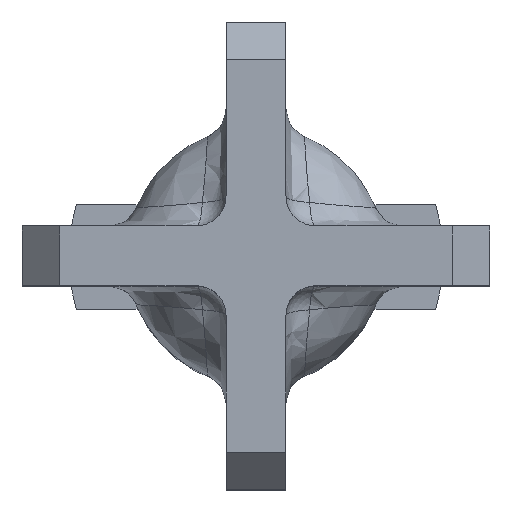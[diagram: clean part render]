
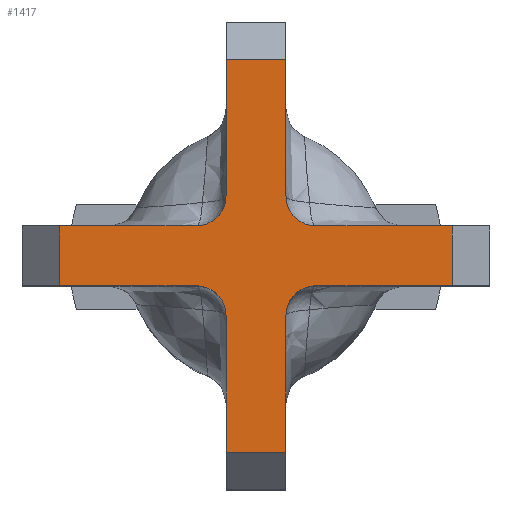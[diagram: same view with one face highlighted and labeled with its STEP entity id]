
A CAD part, top view. The second image highlights one B-rep face of the part: STEP entity #1417.
In plain terms, the highlighted planar face has unit normal (0, 0, 1).
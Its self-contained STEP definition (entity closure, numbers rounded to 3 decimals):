
#125=CIRCLE('',#1547,0.8);
#126=CIRCLE('',#1549,0.8);
#127=CIRCLE('',#1551,0.8);
#128=CIRCLE('',#1553,0.8);
#220=FACE_OUTER_BOUND('',#312,.T.);
#312=EDGE_LOOP('',(#1156,#1157,#1158,#1159,#1160,#1161,#1162,#1163,#1164,
#1165,#1166,#1167,#1168,#1169,#1170,#1171));
#353=LINE('',#2040,#459);
#357=LINE('',#2049,#463);
#364=LINE('',#2071,#470);
#368=LINE('',#2080,#474);
#373=LINE('',#2099,#479);
#379=LINE('',#2111,#485);
#384=LINE('',#2130,#490);
#390=LINE('',#2142,#496);
#399=LINE('',#2260,#505);
#405=LINE('',#2367,#511);
#411=LINE('',#2474,#517);
#417=LINE('',#2581,#523);
#459=VECTOR('',#1629,10.);
#463=VECTOR('',#1637,10.);
#470=VECTOR('',#1648,10.);
#474=VECTOR('',#1656,10.);
#479=VECTOR('',#1665,10.);
#485=VECTOR('',#1675,10.);
#490=VECTOR('',#1684,10.);
#496=VECTOR('',#1694,10.);
#505=VECTOR('',#1733,10.);
#511=VECTOR('',#1769,10.);
#517=VECTOR('',#1805,10.);
#523=VECTOR('',#1841,10.);
#562=VERTEX_POINT('',#2033);
#565=VERTEX_POINT('',#2038);
#568=VERTEX_POINT('',#2048);
#573=VERTEX_POINT('',#2064);
#576=VERTEX_POINT('',#2069);
#579=VERTEX_POINT('',#2079);
#585=VERTEX_POINT('',#2096);
#586=VERTEX_POINT('',#2098);
#590=VERTEX_POINT('',#2110);
#596=VERTEX_POINT('',#2127);
#597=VERTEX_POINT('',#2129);
#601=VERTEX_POINT('',#2141);
#616=VERTEX_POINT('',#2258);
#628=VERTEX_POINT('',#2365);
#640=VERTEX_POINT('',#2472);
#652=VERTEX_POINT('',#2579);
#697=EDGE_CURVE('',#565,#562,#353,.T.);
#701=EDGE_CURVE('',#562,#568,#357,.T.);
#710=EDGE_CURVE('',#576,#573,#364,.T.);
#714=EDGE_CURVE('',#573,#579,#368,.T.);
#721=EDGE_CURVE('',#585,#586,#373,.T.);
#727=EDGE_CURVE('',#586,#590,#379,.T.);
#734=EDGE_CURVE('',#596,#597,#384,.T.);
#740=EDGE_CURVE('',#597,#601,#390,.T.);
#764=EDGE_CURVE('',#616,#585,#399,.T.);
#784=EDGE_CURVE('',#628,#596,#405,.T.);
#804=EDGE_CURVE('',#640,#565,#411,.T.);
#824=EDGE_CURVE('',#652,#576,#417,.T.);
#826=EDGE_CURVE('',#590,#628,#125,.T.);
#827=EDGE_CURVE('',#568,#652,#126,.T.);
#828=EDGE_CURVE('',#579,#616,#127,.T.);
#829=EDGE_CURVE('',#601,#640,#128,.T.);
#1156=ORIENTED_EDGE('',*,*,#697,.F.);
#1157=ORIENTED_EDGE('',*,*,#804,.F.);
#1158=ORIENTED_EDGE('',*,*,#829,.F.);
#1159=ORIENTED_EDGE('',*,*,#740,.F.);
#1160=ORIENTED_EDGE('',*,*,#734,.F.);
#1161=ORIENTED_EDGE('',*,*,#784,.F.);
#1162=ORIENTED_EDGE('',*,*,#826,.F.);
#1163=ORIENTED_EDGE('',*,*,#727,.F.);
#1164=ORIENTED_EDGE('',*,*,#721,.F.);
#1165=ORIENTED_EDGE('',*,*,#764,.F.);
#1166=ORIENTED_EDGE('',*,*,#828,.F.);
#1167=ORIENTED_EDGE('',*,*,#714,.F.);
#1168=ORIENTED_EDGE('',*,*,#710,.F.);
#1169=ORIENTED_EDGE('',*,*,#824,.F.);
#1170=ORIENTED_EDGE('',*,*,#827,.F.);
#1171=ORIENTED_EDGE('',*,*,#701,.F.);
#1346=PLANE('',#1573);
#1417=ADVANCED_FACE('',(#220),#1346,.T.);
#1547=AXIS2_PLACEMENT_3D('',#2585,#1846,#1847);
#1549=AXIS2_PLACEMENT_3D('',#2587,#1850,#1851);
#1551=AXIS2_PLACEMENT_3D('',#2589,#1854,#1855);
#1553=AXIS2_PLACEMENT_3D('',#2591,#1858,#1859);
#1573=AXIS2_PLACEMENT_3D('',#2675,#1904,#1905);
#1629=DIRECTION('',(-1.,0.,0.));
#1637=DIRECTION('',(0.,1.,0.));
#1648=DIRECTION('',(0.,1.,0.));
#1656=DIRECTION('',(1.,0.,0.));
#1665=DIRECTION('',(1.,0.,0.));
#1675=DIRECTION('',(0.,-1.,0.));
#1684=DIRECTION('',(0.,-1.,0.));
#1694=DIRECTION('',(-1.,0.,0.));
#1733=DIRECTION('',(0.,1.,0.));
#1769=DIRECTION('',(1.,0.,0.));
#1805=DIRECTION('',(0.,-1.,0.));
#1841=DIRECTION('',(-1.,0.,0.));
#1846=DIRECTION('center_axis',(0.,0.,1.));
#1847=DIRECTION('ref_axis',(-0.707,-0.707,0.));
#1850=DIRECTION('center_axis',(0.,0.,1.));
#1851=DIRECTION('ref_axis',(0.707,0.707,0.));
#1854=DIRECTION('center_axis',(0.,0.,1.));
#1855=DIRECTION('ref_axis',(0.707,-0.707,0.));
#1858=DIRECTION('center_axis',(0.,0.,1.));
#1859=DIRECTION('ref_axis',(-0.707,0.707,0.));
#1904=DIRECTION('center_axis',(0.,0.,1.));
#1905=DIRECTION('ref_axis',(1.,0.,0.));
#2033=CARTESIAN_POINT('',(-0.8,-5.25,20.));
#2038=CARTESIAN_POINT('',(0.8,-5.25,20.));
#2040=CARTESIAN_POINT('',(-3.125,-5.25,20.));
#2048=CARTESIAN_POINT('',(-0.8,-1.6,20.));
#2049=CARTESIAN_POINT('',(-0.8,-6.25,20.));
#2064=CARTESIAN_POINT('',(-5.25,0.8,20.));
#2069=CARTESIAN_POINT('',(-5.25,-0.8,20.));
#2071=CARTESIAN_POINT('',(-5.25,0.,20.));
#2079=CARTESIAN_POINT('',(-1.6,0.8,20.));
#2080=CARTESIAN_POINT('',(-6.25,0.8,20.));
#2096=CARTESIAN_POINT('',(-0.8,5.25,20.));
#2098=CARTESIAN_POINT('',(0.8,5.25,20.));
#2099=CARTESIAN_POINT('',(-3.125,5.25,20.));
#2110=CARTESIAN_POINT('',(0.8,1.6,20.));
#2111=CARTESIAN_POINT('',(0.8,-6.25,20.));
#2127=CARTESIAN_POINT('',(5.25,0.8,20.));
#2129=CARTESIAN_POINT('',(5.25,-0.8,20.));
#2130=CARTESIAN_POINT('',(5.25,0.,20.));
#2141=CARTESIAN_POINT('',(1.6,-0.8,20.));
#2142=CARTESIAN_POINT('',(-6.25,-0.8,20.));
#2258=CARTESIAN_POINT('',(-0.8,1.6,20.));
#2260=CARTESIAN_POINT('',(-0.8,-6.25,20.));
#2365=CARTESIAN_POINT('',(1.6,0.8,20.));
#2367=CARTESIAN_POINT('',(-6.25,0.8,20.));
#2472=CARTESIAN_POINT('',(0.8,-1.6,20.));
#2474=CARTESIAN_POINT('',(0.8,-6.25,20.));
#2579=CARTESIAN_POINT('',(-1.6,-0.8,20.));
#2581=CARTESIAN_POINT('',(-6.25,-0.8,20.));
#2585=CARTESIAN_POINT('Origin',(1.6,1.6,20.));
#2587=CARTESIAN_POINT('Origin',(-1.6,-1.6,20.));
#2589=CARTESIAN_POINT('Origin',(-1.6,1.6,20.));
#2591=CARTESIAN_POINT('Origin',(1.6,-1.6,20.));
#2675=CARTESIAN_POINT('Origin',(-6.25,0.,20.));
